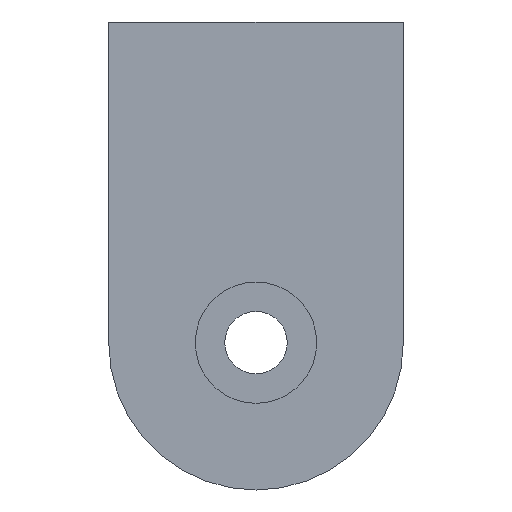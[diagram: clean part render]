
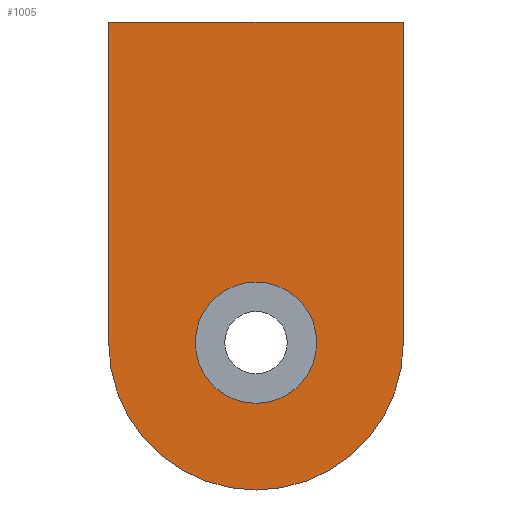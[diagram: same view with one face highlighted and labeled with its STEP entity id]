
A CAD part, front view. The second image highlights one B-rep face of the part: STEP entity #1005.
In plain terms, the highlighted planar face has unit normal (0, -1, 0).
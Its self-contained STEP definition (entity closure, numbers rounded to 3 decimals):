
#3 = DIRECTION ( 'NONE',  ( 0., 1., 0. ) ) ;
#4 = EDGE_CURVE ( 'NONE', #644, #758, #517, .T. ) ;
#12 = LINE ( 'NONE', #736, #855 ) ;
#29 = VERTEX_POINT ( 'NONE', #339 ) ;
#54 = CARTESIAN_POINT ( 'NONE',  ( -8.5, 0., 0. ) ) ;
#85 = FACE_OUTER_BOUND ( 'NONE', #1013, .T. ) ;
#102 = VERTEX_POINT ( 'NONE', #300 ) ;
#124 = EDGE_CURVE ( 'NONE', #825, #102, #860, .T. ) ;
#125 = CARTESIAN_POINT ( 'NONE',  ( 8.5, 0., 8.5 ) ) ;
#133 = ORIENTED_EDGE ( 'NONE', *, *, #236, .F. ) ;
#138 = VERTEX_POINT ( 'NONE', #784 ) ;
#139 = CARTESIAN_POINT ( 'NONE',  ( 0., 0., 0. ) ) ;
#153 = EDGE_CURVE ( 'NONE', #29, #893, #819, .T. ) ;
#165 = CARTESIAN_POINT ( 'NONE',  ( 0., 0., 0. ) ) ;
#184 = DIRECTION ( 'NONE',  ( 0., 0., -1. ) ) ;
#189 = FACE_BOUND ( 'NONE', #722, .T. ) ;
#220 = CARTESIAN_POINT ( 'NONE',  ( -8.5, 0., 18.5 ) ) ;
#224 = AXIS2_PLACEMENT_3D ( 'NONE', #165, #3, #906 ) ;
#236 = EDGE_CURVE ( 'NONE', #893, #825, #12, .T. ) ;
#261 = CARTESIAN_POINT ( 'NONE',  ( 0., 0., 0. ) ) ;
#267 = DIRECTION ( 'NONE',  ( 0., 0., 1. ) ) ;
#271 = CARTESIAN_POINT ( 'NONE',  ( 0., 0., -3.5 ) ) ;
#273 = ORIENTED_EDGE ( 'NONE', *, *, #402, .F. ) ;
#274 = DIRECTION ( 'NONE',  ( 0., -1., 0. ) ) ;
#300 = CARTESIAN_POINT ( 'NONE',  ( 8.5, 0., 18.5 ) ) ;
#339 = CARTESIAN_POINT ( 'NONE',  ( 0., 0., -8.5 ) ) ;
#352 = CARTESIAN_POINT ( 'NONE',  ( 0., 0., 0. ) ) ;
#363 = AXIS2_PLACEMENT_3D ( 'NONE', #139, #458, #624 ) ;
#366 = DIRECTION ( 'NONE',  ( 0., 0., -1. ) ) ;
#402 = EDGE_CURVE ( 'NONE', #758, #644, #730, .T. ) ;
#413 = ORIENTED_EDGE ( 'NONE', *, *, #153, .F. ) ;
#428 = DIRECTION ( 'NONE',  ( 0., 0., -1. ) ) ;
#432 = PLANE ( 'NONE',  #224 ) ;
#441 = CARTESIAN_POINT ( 'NONE',  ( 0., 0., 0. ) ) ;
#454 = DIRECTION ( 'NONE',  ( 1., 0., 0. ) ) ;
#458 = DIRECTION ( 'NONE',  ( 0., 1., 0. ) ) ;
#475 = AXIS2_PLACEMENT_3D ( 'NONE', #261, #653, #267 ) ;
#517 = CIRCLE ( 'NONE', #620, 3.5 ) ;
#562 = ORIENTED_EDGE ( 'NONE', *, *, #124, .F. ) ;
#582 = DIRECTION ( 'NONE',  ( 0., 0., 1. ) ) ;
#586 = LINE ( 'NONE', #125, #900 ) ;
#620 = AXIS2_PLACEMENT_3D ( 'NONE', #352, #274, #184 ) ;
#624 = DIRECTION ( 'NONE',  ( 0., 0., 1. ) ) ;
#644 = VERTEX_POINT ( 'NONE', #965 ) ;
#653 = DIRECTION ( 'NONE',  ( 0., 1., 0. ) ) ;
#678 = ORIENTED_EDGE ( 'NONE', *, *, #942, .F. ) ;
#687 = VECTOR ( 'NONE', #454, 1000. ) ;
#692 = ORIENTED_EDGE ( 'NONE', *, *, #714, .F. ) ;
#714 = EDGE_CURVE ( 'NONE', #102, #138, #586, .T. ) ;
#722 = EDGE_LOOP ( 'NONE', ( #273, #794 ) ) ;
#730 = CIRCLE ( 'NONE', #870, 3.5 ) ;
#736 = CARTESIAN_POINT ( 'NONE',  ( -8.5, 0., 8.5 ) ) ;
#758 = VERTEX_POINT ( 'NONE', #271 ) ;
#784 = CARTESIAN_POINT ( 'NONE',  ( 8.5, 0., 0. ) ) ;
#794 = ORIENTED_EDGE ( 'NONE', *, *, #4, .F. ) ;
#819 = CIRCLE ( 'NONE', #363, 8.5 ) ;
#825 = VERTEX_POINT ( 'NONE', #865 ) ;
#849 = CIRCLE ( 'NONE', #475, 8.5 ) ;
#855 = VECTOR ( 'NONE', #582, 1000. ) ;
#860 = LINE ( 'NONE', #220, #687 ) ;
#865 = CARTESIAN_POINT ( 'NONE',  ( -8.5, 0., 18.5 ) ) ;
#870 = AXIS2_PLACEMENT_3D ( 'NONE', #441, #1007, #366 ) ;
#893 = VERTEX_POINT ( 'NONE', #54 ) ;
#900 = VECTOR ( 'NONE', #428, 1000. ) ;
#906 = DIRECTION ( 'NONE',  ( 0., 0., 1. ) ) ;
#942 = EDGE_CURVE ( 'NONE', #138, #29, #849, .T. ) ;
#965 = CARTESIAN_POINT ( 'NONE',  ( 0., 0., 3.5 ) ) ;
#1005 = ADVANCED_FACE ( 'NONE', ( #189, #85 ), #432, .F. ) ;
#1007 = DIRECTION ( 'NONE',  ( 0., -1., 0. ) ) ;
#1013 = EDGE_LOOP ( 'NONE', ( #692, #562, #133, #413, #678 ) ) ;
